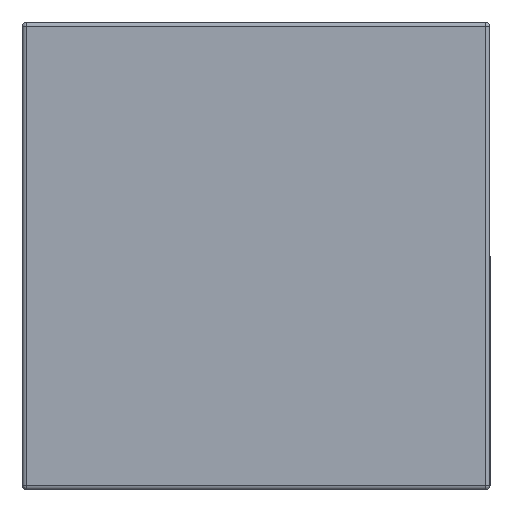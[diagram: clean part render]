
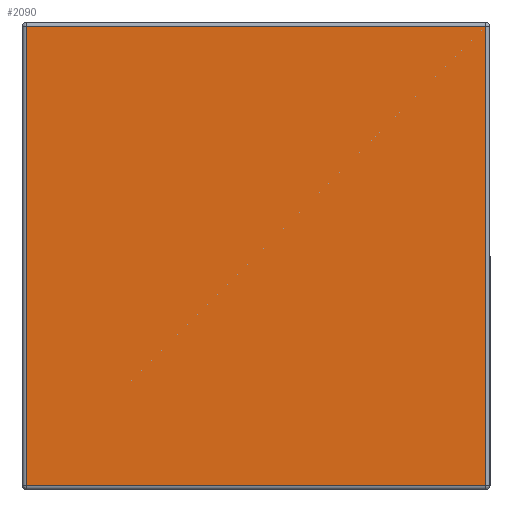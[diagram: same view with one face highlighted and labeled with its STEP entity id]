
A CAD part, left-side view. The second image highlights one B-rep face of the part: STEP entity #2090.
In plain terms, the highlighted planar face has unit normal (-1, 0, 0).
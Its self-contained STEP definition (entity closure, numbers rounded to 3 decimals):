
#10 = EDGE_CURVE ( 'NONE', #2133, #1718, #1363, .T. ) ;
#97 = CARTESIAN_POINT ( 'NONE',  ( -1., 0., -0.625 ) ) ;
#219 = PLANE ( 'NONE',  #1285 ) ;
#296 = ORIENTED_EDGE ( 'NONE', *, *, #10, .F. ) ;
#348 = CARTESIAN_POINT ( 'NONE',  ( -1., 1.274, 0.625 ) ) ;
#401 = LINE ( 'NONE', #97, #2026 ) ;
#414 = VECTOR ( 'NONE', #663, 1000. ) ;
#488 = EDGE_CURVE ( 'NONE', #1244, #2206, #1446, .T. ) ;
#551 = DIRECTION ( 'NONE',  ( 0., 0., -1. ) ) ;
#663 = DIRECTION ( 'NONE',  ( 0., 0., 1. ) ) ;
#775 = ORIENTED_EDGE ( 'NONE', *, *, #488, .F. ) ;
#905 = DIRECTION ( 'NONE',  ( 0., -1., 0. ) ) ;
#921 = CARTESIAN_POINT ( 'NONE',  ( -1., 0.012, 0.625 ) ) ;
#1034 = VECTOR ( 'NONE', #905, 1000. ) ;
#1121 = CARTESIAN_POINT ( 'NONE',  ( -1., 0.012, 0.625 ) ) ;
#1163 = DIRECTION ( 'NONE',  ( 0., 0., -1. ) ) ;
#1188 = DIRECTION ( 'NONE',  ( 0., 1., 0. ) ) ;
#1214 = EDGE_CURVE ( 'NONE', #1718, #1244, #401, .T. ) ;
#1244 = VERTEX_POINT ( 'NONE', #1732 ) ;
#1271 = ORIENTED_EDGE ( 'NONE', *, *, #1214, .F. ) ;
#1285 = AXIS2_PLACEMENT_3D ( 'NONE', #1121, #2002, #551 ) ;
#1363 = LINE ( 'NONE', #2237, #1646 ) ;
#1446 = LINE ( 'NONE', #2292, #414 ) ;
#1498 = EDGE_CURVE ( 'NONE', #2206, #2133, #2113, .T. ) ;
#1603 = FACE_OUTER_BOUND ( 'NONE', #2147, .T. ) ;
#1646 = VECTOR ( 'NONE', #1163, 1000. ) ;
#1718 = VERTEX_POINT ( 'NONE', #1933 ) ;
#1732 = CARTESIAN_POINT ( 'NONE',  ( -1., 1.262, -0.625 ) ) ;
#1933 = CARTESIAN_POINT ( 'NONE',  ( -1., 0.012, -0.625 ) ) ;
#1980 = ORIENTED_EDGE ( 'NONE', *, *, #1498, .F. ) ;
#1993 = CARTESIAN_POINT ( 'NONE',  ( -1., 1.262, 0.625 ) ) ;
#2002 = DIRECTION ( 'NONE',  ( 1., 0., 0. ) ) ;
#2026 = VECTOR ( 'NONE', #1188, 1000. ) ;
#2090 = ADVANCED_FACE ( 'NONE', ( #1603 ), #219, .F. ) ;
#2113 = LINE ( 'NONE', #348, #1034 ) ;
#2133 = VERTEX_POINT ( 'NONE', #921 ) ;
#2147 = EDGE_LOOP ( 'NONE', ( #1271, #296, #1980, #775 ) ) ;
#2206 = VERTEX_POINT ( 'NONE', #1993 ) ;
#2237 = CARTESIAN_POINT ( 'NONE',  ( -1., 0.012, 0.637 ) ) ;
#2292 = CARTESIAN_POINT ( 'NONE',  ( -1., 1.262, -0.637 ) ) ;
